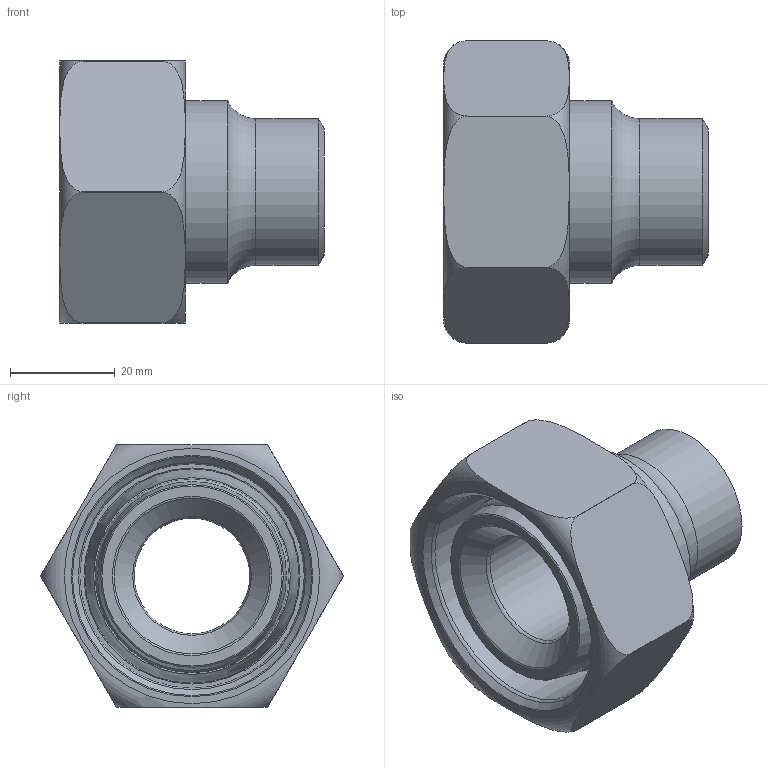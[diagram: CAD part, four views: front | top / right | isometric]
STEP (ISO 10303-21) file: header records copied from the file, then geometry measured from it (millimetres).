
FILE_DESCRIPTION(/* description */ (''),/* implementation_level */ '2;1');
FILE_NAME(/* name */ 'ARKM35-28.stp',/* time_stamp */ '2024-07-15T07:45:25+02:00',/* author */ (''),/* organization */ (''),/* preprocessor_version */ 'ST-DEVELOPER v16',/* originating_system */ 'SIEMENS PLM Software NX 10.0',/* authorisation */ '');
FILE_SCHEMA (('CONFIG_CONTROL_DESIGN'));
Length unit declared in the file: millimetre
Products named in the file (4): X-OR-35; X-ARK35-28; X-M35; ARKM35-28
Assembly tree (3 placements, depth 2):
  ARKM35-28
    X-M35
    X-ARK35-28
    X-OR-35
Bounding box: 50.5 x 57.7 x 50 mm (x, y, z)
Volume: 44133.7 mm3; surface area: 19668.3 mm2
Topology: 3 solids, 3 shells, 111 faces, 273 edges, 177 vertices
Faces by surface type: bspline 55, plane 21, cylinder 12, torus 11, cone 11, revolution 1
Full cylindrical faces by diameter (mm): 22.045 x1, 28 x1, 34.889 x1, 35.345 x1, 40.8 x1, 42.8 x1
Entity records: 4637 total; most frequent: CARTESIAN_POINT 2232, ORIENTED_EDGE 470, EDGE_CURVE 235, DIRECTION 227, B_SPLINE_CURVE_WITH_KNOTS 175, VERTEX_POINT 169, EDGE_LOOP 153, ADVANCED_FACE 111
